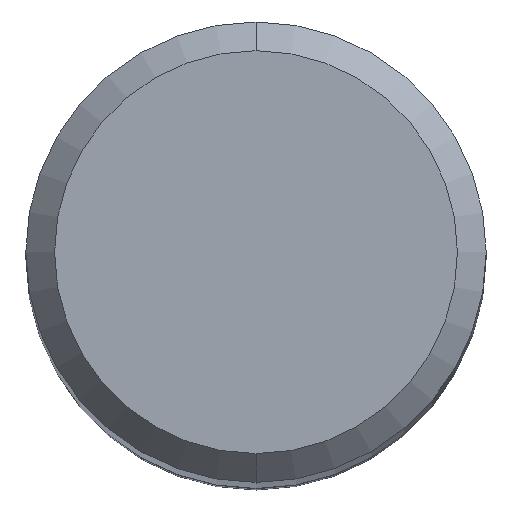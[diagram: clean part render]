
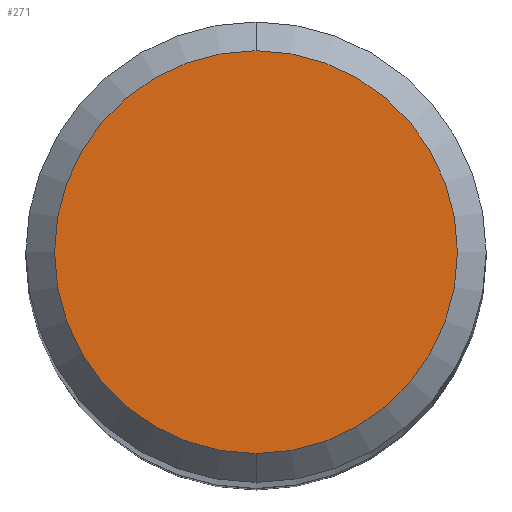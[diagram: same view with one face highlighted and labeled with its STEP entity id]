
A CAD part, top view. The second image highlights one B-rep face of the part: STEP entity #271.
In plain terms, the highlighted planar face has unit normal (0, 0, 1).
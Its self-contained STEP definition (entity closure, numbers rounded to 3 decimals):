
#271=ADVANCED_FACE('',(#521),#522,.T.);
#279=EDGE_CURVE('',#329,#343,#531,.T.);
#299=EDGE_CURVE('',#343,#329,#552,.T.);
#329=VERTEX_POINT('',#584);
#343=VERTEX_POINT('',#601);
#521=FACE_OUTER_BOUND('',#813,.T.);
#522=PLANE('',#814);
#531=CIRCLE('',#827,2.8);
#552=CIRCLE('',#858,2.8);
#584=CARTESIAN_POINT('',(0.,-2.8,0.0));
#601=CARTESIAN_POINT('',(0.0,2.8,0.0));
#813=EDGE_LOOP('',(#1134,#1135));
#814=AXIS2_PLACEMENT_3D('',#1136,#1137,#1138);
#827=AXIS2_PLACEMENT_3D('',#1151,#1152,#1153);
#858=AXIS2_PLACEMENT_3D('',#1169,#1170,#1171);
#1134=ORIENTED_EDGE('',*,*,#299,.F.);
#1135=ORIENTED_EDGE('',*,*,#279,.F.);
#1136=CARTESIAN_POINT('',(0.0,1.4,0.0));
#1137=DIRECTION('',(-0.0,0.0,1.0));
#1138=DIRECTION('',(0.0,-1.0,0.0));
#1151=CARTESIAN_POINT('',(0.0,0.0,0.0));
#1152=DIRECTION('',(0.0,0.0,-1.0));
#1153=DIRECTION('',(0.0,1.0,0.0));
#1169=CARTESIAN_POINT('',(0.0,0.0,0.0));
#1170=DIRECTION('',(0.0,0.0,-1.0));
#1171=DIRECTION('',(0.0,1.0,0.0));
